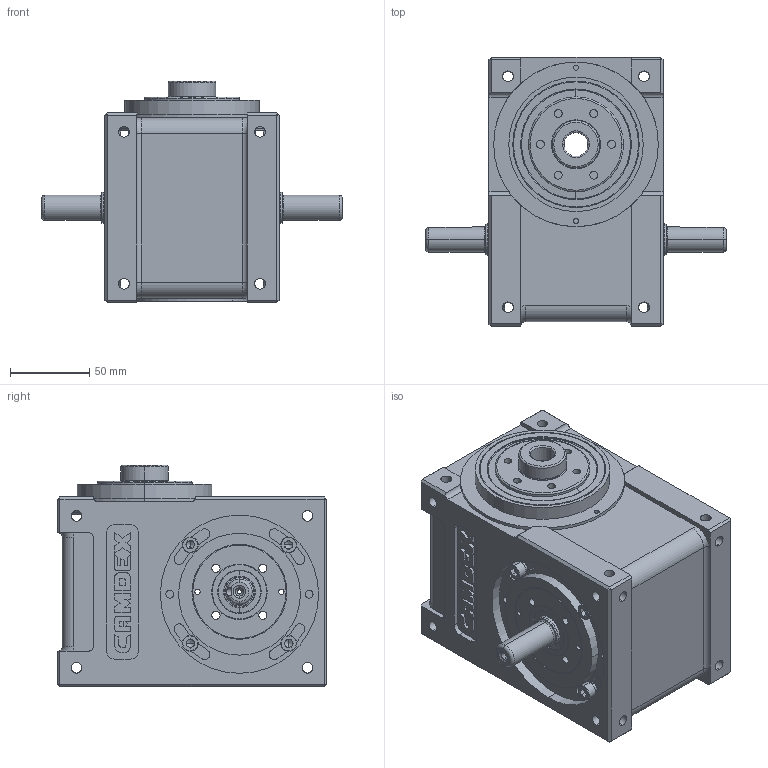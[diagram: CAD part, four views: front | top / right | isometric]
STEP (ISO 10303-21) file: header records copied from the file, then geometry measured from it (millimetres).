
FILE_DESCRIPTION (( 'STEP AP203' ), '1' );
FILE_NAME ('60DFH-OUT（中空15新外壳）.STEP', '2017-07-15T05:41:06', ( '' ), ( '' ), 'SwSTEP 2.0', 'SolidWorks 2015', '' );
FILE_SCHEMA (( 'CONFIG_CONTROL_DESIGN' ));
Length unit declared in the file: millimetre
Products named in the file (1): 60DFH-OUT（中空15新外壳）
Bounding box: 190 x 170 x 140 mm (x, y, z)
Surface area: 172758.6 mm2 (no closed solid volume)
Topology: 0 solids, 41 shells, 815 faces, 2309 edges, 1475 vertices
Faces by surface type: plane 380, cylinder 281, torus 80, cone 62, bspline 12
Entity records: 26674 total; most frequent: CARTESIAN_POINT 5549, DIRECTION 4573, ORIENTED_EDGE 4058, EDGE_CURVE 2283, AXIS2_PLACEMENT_3D 1645, VERTEX_POINT 1475, VECTOR 1283, LINE 1283
